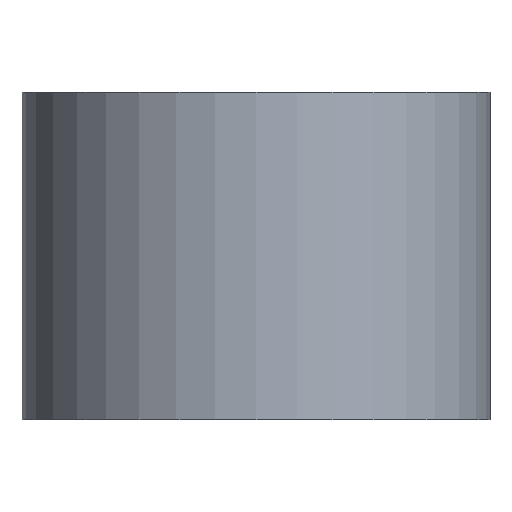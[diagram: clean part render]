
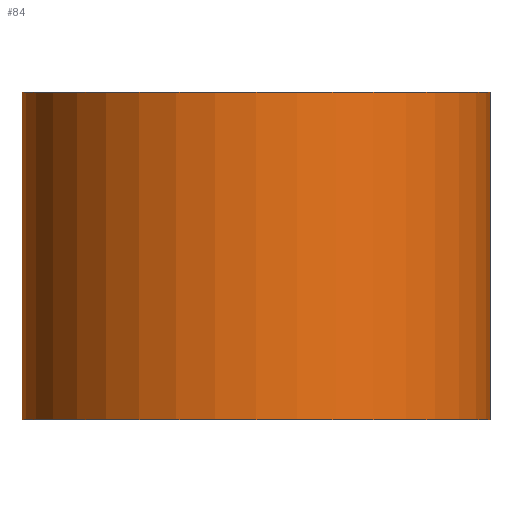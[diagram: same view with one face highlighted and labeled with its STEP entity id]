
A CAD part, front view. The second image highlights one B-rep face of the part: STEP entity #84.
In plain terms, the highlighted cylindrical face has radius 25 mm (diameter 50 mm), a full revolution.
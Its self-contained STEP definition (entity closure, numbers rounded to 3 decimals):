
#21=FACE_OUTER_BOUND('',#26,.T.);
#26=EDGE_LOOP('',(#68,#69,#70,#71,#72,#73));
#31=LINE('',#168,#33);
#33=VECTOR('',#141,25.);
#38=CIRCLE('',#114,25.);
#39=CIRCLE('',#115,25.);
#40=CIRCLE('',#116,25.);
#41=CIRCLE('',#117,25.);
#46=VERTEX_POINT('',#163);
#47=VERTEX_POINT('',#164);
#48=VERTEX_POINT('',#167);
#49=VERTEX_POINT('',#169);
#55=EDGE_CURVE('',#46,#47,#38,.T.);
#56=EDGE_CURVE('',#47,#46,#39,.T.);
#57=EDGE_CURVE('',#47,#48,#31,.T.);
#58=EDGE_CURVE('',#48,#49,#40,.T.);
#59=EDGE_CURVE('',#49,#48,#41,.T.);
#68=ORIENTED_EDGE('',*,*,#55,.F.);
#69=ORIENTED_EDGE('',*,*,#56,.F.);
#70=ORIENTED_EDGE('',*,*,#57,.T.);
#71=ORIENTED_EDGE('',*,*,#58,.T.);
#72=ORIENTED_EDGE('',*,*,#59,.T.);
#73=ORIENTED_EDGE('',*,*,#57,.F.);
#81=CYLINDRICAL_SURFACE('',#113,25.);
#84=ADVANCED_FACE('',(#21),#81,.T.);
#113=AXIS2_PLACEMENT_3D('',#162,#135,#136);
#114=AXIS2_PLACEMENT_3D('',#165,#137,#138);
#115=AXIS2_PLACEMENT_3D('',#166,#139,#140);
#116=AXIS2_PLACEMENT_3D('',#170,#142,#143);
#117=AXIS2_PLACEMENT_3D('',#171,#144,#145);
#135=DIRECTION('center_axis',(0.,0.,1.));
#136=DIRECTION('ref_axis',(1.,0.,0.));
#137=DIRECTION('center_axis',(0.,0.,1.));
#138=DIRECTION('ref_axis',(1.,0.,0.));
#139=DIRECTION('center_axis',(0.,0.,1.));
#140=DIRECTION('ref_axis',(1.,0.,0.));
#141=DIRECTION('',(0.,0.,-1.));
#142=DIRECTION('center_axis',(0.,0.,1.));
#143=DIRECTION('ref_axis',(1.,0.,0.));
#144=DIRECTION('center_axis',(0.,0.,1.));
#145=DIRECTION('ref_axis',(1.,0.,0.));
#162=CARTESIAN_POINT('Origin',(0.,0.,0.));
#163=CARTESIAN_POINT('',(25.,0.,35.));
#164=CARTESIAN_POINT('',(-25.,0.,35.));
#165=CARTESIAN_POINT('Origin',(0.,0.,35.));
#166=CARTESIAN_POINT('Origin',(0.,0.,35.));
#167=CARTESIAN_POINT('',(-25.,0.,0.));
#168=CARTESIAN_POINT('',(-25.,0.,0.));
#169=CARTESIAN_POINT('',(25.,0.,0.));
#170=CARTESIAN_POINT('Origin',(0.,0.,0.));
#171=CARTESIAN_POINT('Origin',(0.,0.,0.));
